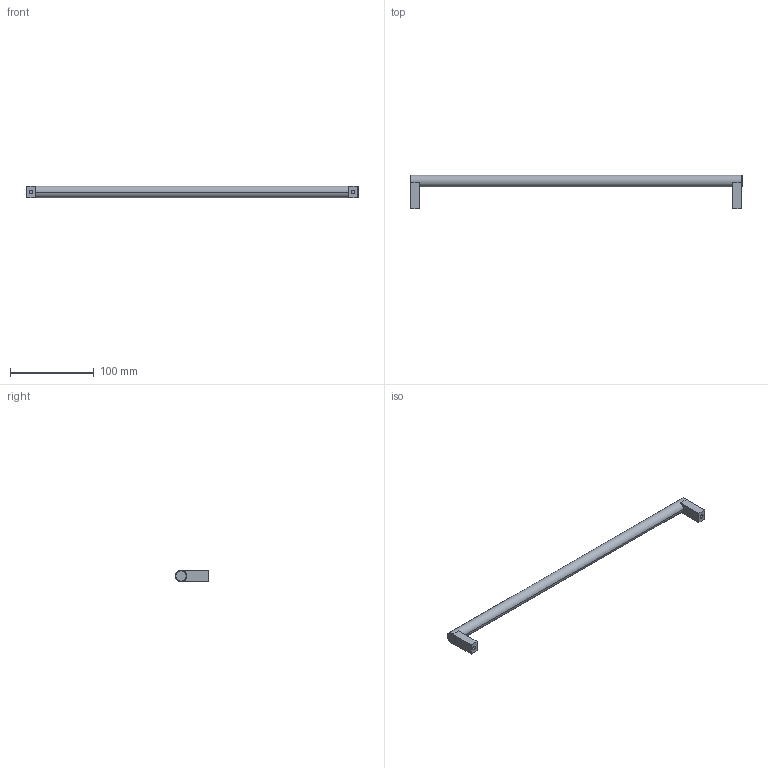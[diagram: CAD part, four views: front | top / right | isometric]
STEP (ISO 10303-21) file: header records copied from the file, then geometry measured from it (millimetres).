
FILE_DESCRIPTION(('Creo Elements/Direct Modeling STEP Export'),'2;1');
FILE_NAME('1472-396.stp','2017-09-04T15:22:45',(''),(''),'Creo Elements/Direct Modeling STEP processor for AP214 (Solid Model)','Creo Elements/Direct Modeling 20.0 12-Nov-2016 (C) Parametric Technology GmbH','');
FILE_SCHEMA(('AUTOMOTIVE_DESIGN { 1 0 10303 214 1 1 1 1 }'));
Length unit declared in the file: millimetre
Products named in the file (1): NI-4582
Bounding box: 396 x 40 x 14 mm (x, y, z)
Volume: 67488.4 mm3; surface area: 21044.8 mm2
Topology: 1 solids, 1 shells, 24 faces, 56 edges, 36 vertices
Faces by surface type: plane 14, cylinder 6, cone 4
Entity records: 646 total; most frequent: ORIENTED_EDGE 112, DIRECTION 104, CARTESIAN_POINT 103, EDGE_CURVE 56, AXIS2_PLACEMENT_3D 37, VERTEX_POINT 36, VECTOR 30, LINE 30
